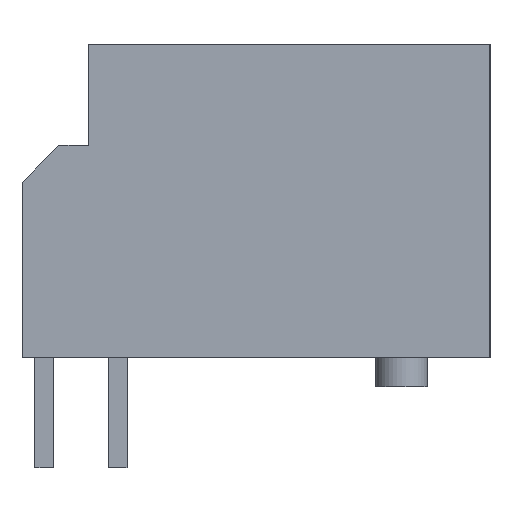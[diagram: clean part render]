
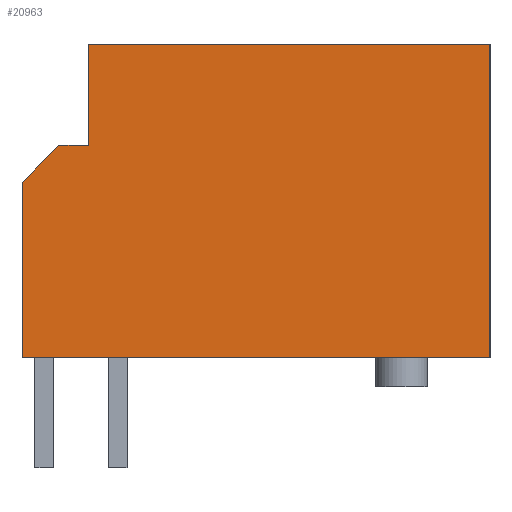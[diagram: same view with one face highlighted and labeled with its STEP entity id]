
A CAD part, left-side view. The second image highlights one B-rep face of the part: STEP entity #20963.
In plain terms, the highlighted planar face has unit normal (-1, 0, 0).
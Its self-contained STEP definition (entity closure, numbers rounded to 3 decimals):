
#5043 = PLANE('',#5044);
#5044 = AXIS2_PLACEMENT_3D('',#5045,#5046,#5047);
#5045 = CARTESIAN_POINT('',(-2.,-12.1,0.));
#5046 = DIRECTION('',(0.,0.,1.));
#5047 = DIRECTION('',(0.,1.,0.));
#5083 = PLANE('',#5084);
#5084 = AXIS2_PLACEMENT_3D('',#5085,#5086,#5087);
#5085 = CARTESIAN_POINT('',(-2.,-1.2,5.75));
#5086 = DIRECTION('',(0.,-1.,0.));
#5087 = DIRECTION('',(0.,0.,1.));
#12641 = PLANE('',#12642);
#12642 = AXIS2_PLACEMENT_3D('',#12643,#12644,#12645);
#12643 = CARTESIAN_POINT('',(-2.,0.6,4.75));
#12644 = DIRECTION('',(0.,-1.,0.));
#12645 = DIRECTION('',(0.,0.,1.));
#12669 = PLANE('',#12670);
#12670 = AXIS2_PLACEMENT_3D('',#12671,#12672,#12673);
#12671 = CARTESIAN_POINT('',(-2.,0.6,4.75));
#12672 = DIRECTION('',(0.,-0.707,
    -0.707));
#12673 = DIRECTION('',(0.,-0.707,
    0.707));
#12697 = PLANE('',#12698);
#12698 = AXIS2_PLACEMENT_3D('',#12699,#12700,#12701);
#12699 = CARTESIAN_POINT('',(-2.,-0.4,5.75));
#12700 = DIRECTION('',(0.,0.,-1.));
#12701 = DIRECTION('',(0.,-1.,0.));
#16079 = VERTEX_POINT('',#16080);
#16080 = CARTESIAN_POINT('',(-2.,-12.1,0.));
#16094 = PLANE('',#16095);
#16095 = AXIS2_PLACEMENT_3D('',#16096,#16097,#16098);
#16096 = CARTESIAN_POINT('',(-2.,-12.1,8.5));
#16097 = DIRECTION('',(0.,1.,0.));
#16098 = DIRECTION('',(0.,0.,-1.));
#16106 = EDGE_CURVE('',#16107,#16079,#16109,.T.);
#16107 = VERTEX_POINT('',#16108);
#16108 = CARTESIAN_POINT('',(-2.,0.6,0.));
#16109 = SURFACE_CURVE('',#16110,(#16114,#16121),.PCURVE_S1.);
#16110 = LINE('',#16111,#16112);
#16111 = CARTESIAN_POINT('',(-2.,-12.1,0.));
#16112 = VECTOR('',#16113,1.);
#16113 = DIRECTION('',(0.,-1.,0.));
#16114 = PCURVE('',#5043,#16115);
#16115 = DEFINITIONAL_REPRESENTATION('',(#16116),#16120);
#16116 = LINE('',#16117,#16118);
#16117 = CARTESIAN_POINT('',(0.,0.));
#16118 = VECTOR('',#16119,1.);
#16119 = DIRECTION('',(-1.,0.));
#16120 = ( GEOMETRIC_REPRESENTATION_CONTEXT(2) 
PARAMETRIC_REPRESENTATION_CONTEXT() REPRESENTATION_CONTEXT('2D SPACE',''
  ) );
#16121 = PCURVE('',#16122,#16127);
#16122 = PLANE('',#16123);
#16123 = AXIS2_PLACEMENT_3D('',#16124,#16125,#16126);
#16124 = CARTESIAN_POINT('',(-2.,0.6,8.5));
#16125 = DIRECTION('',(-1.,0.,0.));
#16126 = DIRECTION('',(0.,0.,-1.));
#16127 = DEFINITIONAL_REPRESENTATION('',(#16128),#16132);
#16128 = LINE('',#16129,#16130);
#16129 = CARTESIAN_POINT('',(8.5,12.7));
#16130 = VECTOR('',#16131,1.);
#16131 = DIRECTION('',(0.,1.));
#16132 = ( GEOMETRIC_REPRESENTATION_CONTEXT(2) 
PARAMETRIC_REPRESENTATION_CONTEXT() REPRESENTATION_CONTEXT('2D SPACE',''
  ) );
#17889 = VERTEX_POINT('',#17890);
#17890 = CARTESIAN_POINT('',(-2.,-1.2,5.75));
#17911 = EDGE_CURVE('',#17912,#17889,#17914,.T.);
#17912 = VERTEX_POINT('',#17913);
#17913 = CARTESIAN_POINT('',(-2.,-1.2,8.5));
#17914 = SURFACE_CURVE('',#17915,(#17919,#17926),.PCURVE_S1.);
#17915 = LINE('',#17916,#17917);
#17916 = CARTESIAN_POINT('',(-2.,-1.2,5.75));
#17917 = VECTOR('',#17918,1.);
#17918 = DIRECTION('',(0.,0.,-1.));
#17919 = PCURVE('',#5083,#17920);
#17920 = DEFINITIONAL_REPRESENTATION('',(#17921),#17925);
#17921 = LINE('',#17922,#17923);
#17922 = CARTESIAN_POINT('',(0.,0.));
#17923 = VECTOR('',#17924,1.);
#17924 = DIRECTION('',(-1.,0.));
#17925 = ( GEOMETRIC_REPRESENTATION_CONTEXT(2) 
PARAMETRIC_REPRESENTATION_CONTEXT() REPRESENTATION_CONTEXT('2D SPACE',''
  ) );
#17926 = PCURVE('',#16122,#17927);
#17927 = DEFINITIONAL_REPRESENTATION('',(#17928),#17932);
#17928 = LINE('',#17929,#17930);
#17929 = CARTESIAN_POINT('',(2.75,1.8));
#17930 = VECTOR('',#17931,1.);
#17931 = DIRECTION('',(1.,0.));
#17932 = ( GEOMETRIC_REPRESENTATION_CONTEXT(2) 
PARAMETRIC_REPRESENTATION_CONTEXT() REPRESENTATION_CONTEXT('2D SPACE',''
  ) );
#17950 = PLANE('',#17951);
#17951 = AXIS2_PLACEMENT_3D('',#17952,#17953,#17954);
#17952 = CARTESIAN_POINT('',(-2.,-12.1,8.5));
#17953 = DIRECTION('',(0.,0.,-1.));
#17954 = DIRECTION('',(0.,-1.,0.));
#20041 = VERTEX_POINT('',#20042);
#20042 = CARTESIAN_POINT('',(-2.,0.6,4.75));
#20065 = EDGE_CURVE('',#20041,#16107,#20066,.T.);
#20066 = SURFACE_CURVE('',#20067,(#20071,#20078),.PCURVE_S1.);
#20067 = LINE('',#20068,#20069);
#20068 = CARTESIAN_POINT('',(-2.,0.6,4.75));
#20069 = VECTOR('',#20070,1.);
#20070 = DIRECTION('',(0.,0.,-1.));
#20071 = PCURVE('',#12641,#20072);
#20072 = DEFINITIONAL_REPRESENTATION('',(#20073),#20077);
#20073 = LINE('',#20074,#20075);
#20074 = CARTESIAN_POINT('',(0.,0.));
#20075 = VECTOR('',#20076,1.);
#20076 = DIRECTION('',(-1.,0.));
#20077 = ( GEOMETRIC_REPRESENTATION_CONTEXT(2) 
PARAMETRIC_REPRESENTATION_CONTEXT() REPRESENTATION_CONTEXT('2D SPACE',''
  ) );
#20078 = PCURVE('',#16122,#20079);
#20079 = DEFINITIONAL_REPRESENTATION('',(#20080),#20084);
#20080 = LINE('',#20081,#20082);
#20081 = CARTESIAN_POINT('',(3.75,0.));
#20082 = VECTOR('',#20083,1.);
#20083 = DIRECTION('',(1.,0.));
#20084 = ( GEOMETRIC_REPRESENTATION_CONTEXT(2) 
PARAMETRIC_REPRESENTATION_CONTEXT() REPRESENTATION_CONTEXT('2D SPACE',''
  ) );
#20092 = VERTEX_POINT('',#20093);
#20093 = CARTESIAN_POINT('',(-2.,-0.4,5.75));
#20114 = EDGE_CURVE('',#17889,#20092,#20115,.T.);
#20115 = SURFACE_CURVE('',#20116,(#20120,#20127),.PCURVE_S1.);
#20116 = LINE('',#20117,#20118);
#20117 = CARTESIAN_POINT('',(-2.,-0.4,5.75));
#20118 = VECTOR('',#20119,1.);
#20119 = DIRECTION('',(0.,1.,0.));
#20120 = PCURVE('',#12697,#20121);
#20121 = DEFINITIONAL_REPRESENTATION('',(#20122),#20126);
#20122 = LINE('',#20123,#20124);
#20123 = CARTESIAN_POINT('',(0.,0.));
#20124 = VECTOR('',#20125,1.);
#20125 = DIRECTION('',(-1.,0.));
#20126 = ( GEOMETRIC_REPRESENTATION_CONTEXT(2) 
PARAMETRIC_REPRESENTATION_CONTEXT() REPRESENTATION_CONTEXT('2D SPACE',''
  ) );
#20127 = PCURVE('',#16122,#20128);
#20128 = DEFINITIONAL_REPRESENTATION('',(#20129),#20133);
#20129 = LINE('',#20130,#20131);
#20130 = CARTESIAN_POINT('',(2.75,1.));
#20131 = VECTOR('',#20132,1.);
#20132 = DIRECTION('',(0.,-1.));
#20133 = ( GEOMETRIC_REPRESENTATION_CONTEXT(2) 
PARAMETRIC_REPRESENTATION_CONTEXT() REPRESENTATION_CONTEXT('2D SPACE',''
  ) );
#20141 = EDGE_CURVE('',#20092,#20041,#20142,.T.);
#20142 = SURFACE_CURVE('',#20143,(#20147,#20154),.PCURVE_S1.);
#20143 = LINE('',#20144,#20145);
#20144 = CARTESIAN_POINT('',(-2.,0.6,4.75));
#20145 = VECTOR('',#20146,1.);
#20146 = DIRECTION('',(0.,0.707,
    -0.707));
#20147 = PCURVE('',#12669,#20148);
#20148 = DEFINITIONAL_REPRESENTATION('',(#20149),#20153);
#20149 = LINE('',#20150,#20151);
#20150 = CARTESIAN_POINT('',(0.,0.));
#20151 = VECTOR('',#20152,1.);
#20152 = DIRECTION('',(-1.,0.));
#20153 = ( GEOMETRIC_REPRESENTATION_CONTEXT(2) 
PARAMETRIC_REPRESENTATION_CONTEXT() REPRESENTATION_CONTEXT('2D SPACE',''
  ) );
#20154 = PCURVE('',#16122,#20155);
#20155 = DEFINITIONAL_REPRESENTATION('',(#20156),#20160);
#20156 = LINE('',#20157,#20158);
#20157 = CARTESIAN_POINT('',(3.75,0.));
#20158 = VECTOR('',#20159,1.);
#20159 = DIRECTION('',(0.707,-0.707));
#20160 = ( GEOMETRIC_REPRESENTATION_CONTEXT(2) 
PARAMETRIC_REPRESENTATION_CONTEXT() REPRESENTATION_CONTEXT('2D SPACE',''
  ) );
#20963 = ADVANCED_FACE('',(#20964),#16122,.T.);
#20964 = FACE_BOUND('',#20965,.T.);
#20965 = EDGE_LOOP('',(#20966,#20989,#20990,#20991,#20992,#20993,#20994)
  );
#20966 = ORIENTED_EDGE('',*,*,#20967,.T.);
#20967 = EDGE_CURVE('',#20968,#17912,#20970,.T.);
#20968 = VERTEX_POINT('',#20969);
#20969 = CARTESIAN_POINT('',(-2.,-12.1,8.5));
#20970 = SURFACE_CURVE('',#20971,(#20975,#20982),.PCURVE_S1.);
#20971 = LINE('',#20972,#20973);
#20972 = CARTESIAN_POINT('',(-2.,-12.1,8.5));
#20973 = VECTOR('',#20974,1.);
#20974 = DIRECTION('',(0.,1.,0.));
#20975 = PCURVE('',#16122,#20976);
#20976 = DEFINITIONAL_REPRESENTATION('',(#20977),#20981);
#20977 = LINE('',#20978,#20979);
#20978 = CARTESIAN_POINT('',(0.,12.7));
#20979 = VECTOR('',#20980,1.);
#20980 = DIRECTION('',(0.,-1.));
#20981 = ( GEOMETRIC_REPRESENTATION_CONTEXT(2) 
PARAMETRIC_REPRESENTATION_CONTEXT() REPRESENTATION_CONTEXT('2D SPACE',''
  ) );
#20982 = PCURVE('',#17950,#20983);
#20983 = DEFINITIONAL_REPRESENTATION('',(#20984),#20988);
#20984 = LINE('',#20985,#20986);
#20985 = CARTESIAN_POINT('',(0.,0.));
#20986 = VECTOR('',#20987,1.);
#20987 = DIRECTION('',(-1.,0.));
#20988 = ( GEOMETRIC_REPRESENTATION_CONTEXT(2) 
PARAMETRIC_REPRESENTATION_CONTEXT() REPRESENTATION_CONTEXT('2D SPACE',''
  ) );
#20989 = ORIENTED_EDGE('',*,*,#17911,.T.);
#20990 = ORIENTED_EDGE('',*,*,#20114,.T.);
#20991 = ORIENTED_EDGE('',*,*,#20141,.T.);
#20992 = ORIENTED_EDGE('',*,*,#20065,.T.);
#20993 = ORIENTED_EDGE('',*,*,#16106,.T.);
#20994 = ORIENTED_EDGE('',*,*,#20995,.T.);
#20995 = EDGE_CURVE('',#16079,#20968,#20996,.T.);
#20996 = SURFACE_CURVE('',#20997,(#21001,#21008),.PCURVE_S1.);
#20997 = LINE('',#20998,#20999);
#20998 = CARTESIAN_POINT('',(-2.,-12.1,8.5));
#20999 = VECTOR('',#21000,1.);
#21000 = DIRECTION('',(0.,0.,1.));
#21001 = PCURVE('',#16122,#21002);
#21002 = DEFINITIONAL_REPRESENTATION('',(#21003),#21007);
#21003 = LINE('',#21004,#21005);
#21004 = CARTESIAN_POINT('',(0.,12.7));
#21005 = VECTOR('',#21006,1.);
#21006 = DIRECTION('',(-1.,0.));
#21007 = ( GEOMETRIC_REPRESENTATION_CONTEXT(2) 
PARAMETRIC_REPRESENTATION_CONTEXT() REPRESENTATION_CONTEXT('2D SPACE',''
  ) );
#21008 = PCURVE('',#16094,#21009);
#21009 = DEFINITIONAL_REPRESENTATION('',(#21010),#21014);
#21010 = LINE('',#21011,#21012);
#21011 = CARTESIAN_POINT('',(0.,0.));
#21012 = VECTOR('',#21013,1.);
#21013 = DIRECTION('',(-1.,0.));
#21014 = ( GEOMETRIC_REPRESENTATION_CONTEXT(2) 
PARAMETRIC_REPRESENTATION_CONTEXT() REPRESENTATION_CONTEXT('2D SPACE',''
  ) );
